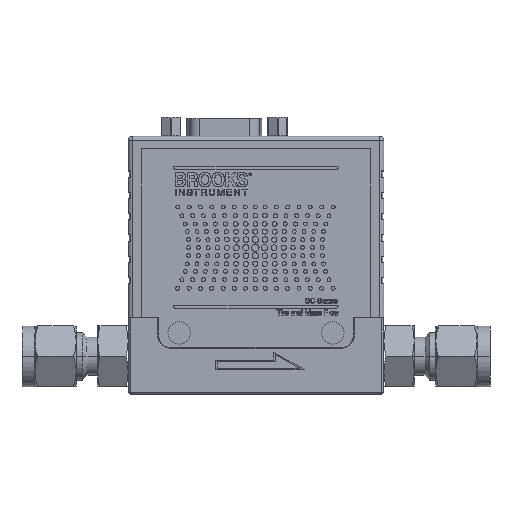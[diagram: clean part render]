
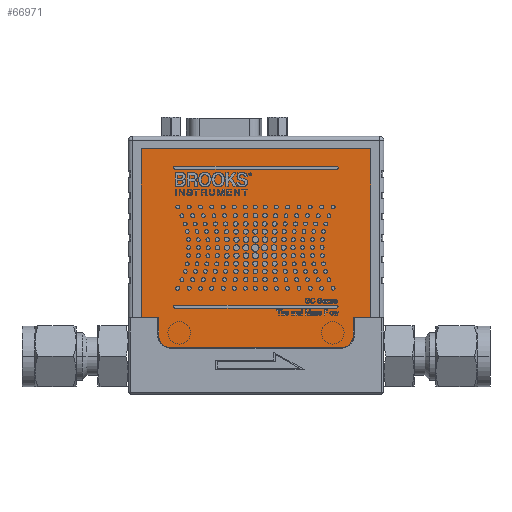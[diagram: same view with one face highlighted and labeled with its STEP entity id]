
A CAD part, top view. The second image highlights one B-rep face of the part: STEP entity #66971.
In plain terms, the highlighted planar face has unit normal (0, 0, 1).
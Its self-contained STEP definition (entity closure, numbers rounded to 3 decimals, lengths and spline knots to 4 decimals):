
#1640 = EDGE_CURVE ( 'NONE', #86939, #99850, #28322, .T. ) ;
#2749 = CARTESIAN_POINT ( 'NONE',  ( 0.674, 1.9156, 0.4961 ) ) ;
#7583 = PLANE ( 'NONE',  #78864 ) ;
#8101 = DIRECTION ( 'NONE',  ( 1., 0., 0. ) ) ;
#11217 = EDGE_CURVE ( 'NONE', #68789, #67155, #33498, .T. ) ;
#11921 = CARTESIAN_POINT ( 'NONE',  ( 0.674, 0.079, 0.4961 ) ) ;
#13954 = DIRECTION ( 'NONE',  ( 0., 1., 0. ) ) ;
#15750 = VECTOR ( 'NONE', #16055, 39.3701 ) ;
#16055 = DIRECTION ( 'NONE',  ( -1., 0., 0. ) ) ;
#17533 = CARTESIAN_POINT ( 'NONE',  ( 0.862, 0.3569, 0.4961 ) ) ;
#18267 = VECTOR ( 'NONE', #30154, 39.3701 ) ;
#18463 = ORIENTED_EDGE ( 'NONE', *, *, #11217, .T. ) ;
#18496 = CARTESIAN_POINT ( 'NONE',  ( -1.0965, 0.1367, 0.4961 ) ) ;
#18629 = VECTOR ( 'NONE', #8101, 39.3701 ) ;
#19473 = VERTEX_POINT ( 'NONE', #42275 ) ;
#21162 = CARTESIAN_POINT ( 'NONE',  ( -1.0965, 0.1186, 0.4961 ) ) ;
#21485 = VERTEX_POINT ( 'NONE', #83654 ) ;
#21586 = ORIENTED_EDGE ( 'NONE', *, *, #46173, .T. ) ;
#21797 = CARTESIAN_POINT ( 'NONE',  ( -0.9979, 0.079, 0.4961 ) ) ;
#21825 = EDGE_CURVE ( 'NONE', #19473, #38418, #57547, .T. ) ;
#22169 = VECTOR ( 'NONE', #13954, 39.3701 ) ;
#22852 = EDGE_CURVE ( 'NONE', #38418, #21485, #28754, .T. ) ;
#23417 = DIRECTION ( 'NONE',  ( 1., 0., 0. ) ) ;
#23905 = DIRECTION ( 'NONE',  ( 0., 0., 1. ) ) ;
#24946 = LINE ( 'NONE', #40281, #18629 ) ;
#27106 = CARTESIAN_POINT ( 'NONE',  ( -0.9979, 0.079, 0.4961 ) ) ;
#28322 = LINE ( 'NONE', #21162, #56638 ) ;
#28754 = LINE ( 'NONE', #98898, #22169 ) ;
#30154 = DIRECTION ( 'NONE',  ( 1., 0., 0. ) ) ;
#33498 = LINE ( 'NONE', #40694, #48571 ) ;
#36320 = ORIENTED_EDGE ( 'NONE', *, *, #1640, .T. ) ;
#36563 = CARTESIAN_POINT ( 'NONE',  ( -1.0965, 0.1952, 0.4961 ) ) ;
#36932 = VERTEX_POINT ( 'NONE', #45268 ) ;
#38418 = VERTEX_POINT ( 'NONE', #68168 ) ;
#40090 = ORIENTED_EDGE ( 'NONE', *, *, #83893, .T. ) ;
#40281 = CARTESIAN_POINT ( 'NONE',  ( 0.674, 0.3569, 0.4961 ) ) ;
#40284 = EDGE_CURVE ( 'NONE', #36932, #53951, #73381, .T. ) ;
#40694 = CARTESIAN_POINT ( 'NONE',  ( 0.862, 0.1186, 0.4961 ) ) ;
#42275 = CARTESIAN_POINT ( 'NONE',  ( 0.6037, 0.079, 0.4961 ) ) ;
#42601 = LINE ( 'NONE', #11921, #75478 ) ;
#45268 = CARTESIAN_POINT ( 'NONE',  ( -1.2557, 1.9156, 0.4961 ) ) ;
#45658 = B_SPLINE_CURVE_WITH_KNOTS ( 'NONE', 3,
 ( #66012, #18496, #97262, #27106 ),
 .UNSPECIFIED., .F., .F.,
 ( 4, 4 ),
 ( 0., 0.0042 ),
 .UNSPECIFIED. ) ;
#46173 = EDGE_CURVE ( 'NONE', #21485, #68789, #24946, .T. ) ;
#46291 = VERTEX_POINT ( 'NONE', #21797 ) ;
#47753 = LINE ( 'NONE', #2749, #15750 ) ;
#48571 = VECTOR ( 'NONE', #95972, 39.3701 ) ;
#52141 = LINE ( 'NONE', #98770, #18267 ) ;
#53951 = VERTEX_POINT ( 'NONE', #67266 ) ;
#54165 = CARTESIAN_POINT ( 'NONE',  ( 0.7023, 0.1952, 0.4961 ) ) ;
#55295 = ORIENTED_EDGE ( 'NONE', *, *, #40284, .T. ) ;
#55992 = CARTESIAN_POINT ( 'NONE',  ( -1.2557, 0.1186, 0.4961 ) ) ;
#56638 = VECTOR ( 'NONE', #99479, 39.3701 ) ;
#57547 = B_SPLINE_CURVE_WITH_KNOTS ( 'NONE', 3,
 ( #58786, #82884, #67502, #54165 ),
 .UNSPECIFIED., .F., .F.,
 ( 4, 4 ),
 ( 0., 0.0042 ),
 .UNSPECIFIED. ) ;
#58786 = CARTESIAN_POINT ( 'NONE',  ( 0.6037, 0.079, 0.4961 ) ) ;
#60889 = EDGE_CURVE ( 'NONE', #46291, #19473, #42601, .T. ) ;
#61078 = CARTESIAN_POINT ( 'NONE',  ( -1.0965, 0.3569, 0.4961 ) ) ;
#63514 = ORIENTED_EDGE ( 'NONE', *, *, #93531, .T. ) ;
#64184 = DIRECTION ( 'NONE',  ( 0., -1., 0. ) ) ;
#66012 = CARTESIAN_POINT ( 'NONE',  ( -1.0965, 0.1952, 0.4961 ) ) ;
#66971 = ADVANCED_FACE ( 'NONE', ( #93547 ), #7583, .T. ) ;
#67155 = VERTEX_POINT ( 'NONE', #86353 ) ;
#67266 = CARTESIAN_POINT ( 'NONE',  ( -1.2557, 0.3569, 0.4961 ) ) ;
#67502 = CARTESIAN_POINT ( 'NONE',  ( 0.7023, 0.1367, 0.4961 ) ) ;
#68168 = CARTESIAN_POINT ( 'NONE',  ( 0.7023, 0.1952, 0.4961 ) ) ;
#68789 = VERTEX_POINT ( 'NONE', #17533 ) ;
#69998 = VECTOR ( 'NONE', #64184, 39.3701 ) ;
#73381 = LINE ( 'NONE', #55992, #69998 ) ;
#73819 = DIRECTION ( 'NONE',  ( 1., 0., 0. ) ) ;
#75478 = VECTOR ( 'NONE', #73819, 39.3701 ) ;
#77765 = ORIENTED_EDGE ( 'NONE', *, *, #60889, .T. ) ;
#78159 = CARTESIAN_POINT ( 'NONE',  ( 0.674, 0.1186, 0.4961 ) ) ;
#78864 = AXIS2_PLACEMENT_3D ( 'NONE', #78159, #23905, #23417 ) ;
#81908 = EDGE_LOOP ( 'NONE', ( #90197, #82033, #21586, #18463, #63514, #55295, #94714, #36320, #40090, #77765 ) ) ;
#82033 = ORIENTED_EDGE ( 'NONE', *, *, #22852, .T. ) ;
#82884 = CARTESIAN_POINT ( 'NONE',  ( 0.6596, 0.0882, 0.4961 ) ) ;
#83654 = CARTESIAN_POINT ( 'NONE',  ( 0.7023, 0.3569, 0.4961 ) ) ;
#83893 = EDGE_CURVE ( 'NONE', #99850, #46291, #45658, .T. ) ;
#84004 = EDGE_CURVE ( 'NONE', #53951, #86939, #52141, .T. ) ;
#86353 = CARTESIAN_POINT ( 'NONE',  ( 0.862, 1.9156, 0.4961 ) ) ;
#86939 = VERTEX_POINT ( 'NONE', #61078 ) ;
#90197 = ORIENTED_EDGE ( 'NONE', *, *, #21825, .T. ) ;
#93531 = EDGE_CURVE ( 'NONE', #67155, #36932, #47753, .T. ) ;
#93547 = FACE_OUTER_BOUND ( 'NONE', #81908, .T. ) ;
#94714 = ORIENTED_EDGE ( 'NONE', *, *, #84004, .T. ) ;
#95972 = DIRECTION ( 'NONE',  ( 0., 1., 0. ) ) ;
#97262 = CARTESIAN_POINT ( 'NONE',  ( -1.0538, 0.0882, 0.4961 ) ) ;
#98770 = CARTESIAN_POINT ( 'NONE',  ( 0.674, 0.3569, 0.4961 ) ) ;
#98898 = CARTESIAN_POINT ( 'NONE',  ( 0.7023, 0.1186, 0.4961 ) ) ;
#99479 = DIRECTION ( 'NONE',  ( 0., -1., 0. ) ) ;
#99850 = VERTEX_POINT ( 'NONE', #36563 ) ;
